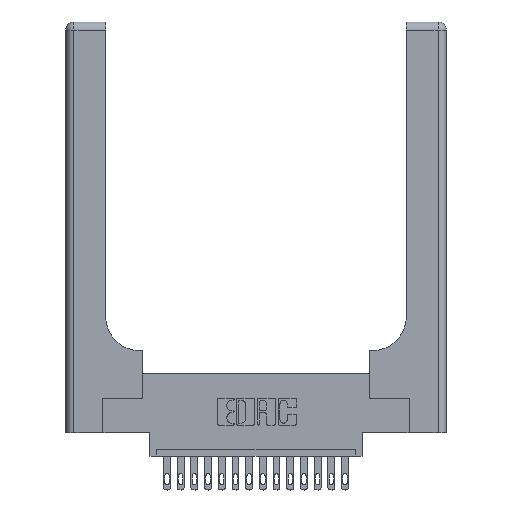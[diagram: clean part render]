
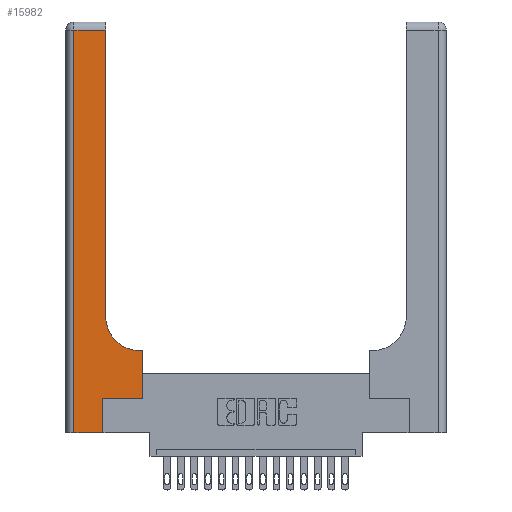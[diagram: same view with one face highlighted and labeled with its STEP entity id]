
A CAD part, top view. The second image highlights one B-rep face of the part: STEP entity #15982.
In plain terms, the highlighted planar face has unit normal (0, 0, 1).
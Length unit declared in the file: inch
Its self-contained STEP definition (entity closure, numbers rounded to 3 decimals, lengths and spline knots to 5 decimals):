
#536 = CARTESIAN_POINT ( 'NONE',  ( 0.06, 3., 0.37 ) ) ;
#650 = AXIS2_PLACEMENT_3D ( 'NONE', #16908, #12580, #5083 ) ;
#734 = ORIENTED_EDGE ( 'NONE', *, *, #3791, .T. ) ;
#792 = EDGE_CURVE ( 'NONE', #17781, #12782, #2001, .T. ) ;
#1448 = CARTESIAN_POINT ( 'NONE',  ( 0.06, 0., 0.37 ) ) ;
#1890 = CARTESIAN_POINT ( 'NONE',  ( 0.2915, 0.6, 0.37 ) ) ;
#2001 = LINE ( 'NONE', #3658, #13789 ) ;
#2092 = LINE ( 'NONE', #12697, #14329 ) ;
#2144 = ORIENTED_EDGE ( 'NONE', *, *, #16193, .T. ) ;
#2456 = CARTESIAN_POINT ( 'NONE',  ( 0.06, 2.94, 0.37 ) ) ;
#2490 = LINE ( 'NONE', #16989, #7908 ) ;
#2526 = VECTOR ( 'NONE', #13951, 39.37008 ) ;
#2862 = ORIENTED_EDGE ( 'NONE', *, *, #8097, .T. ) ;
#2910 = DIRECTION ( 'NONE',  ( 0., 1., 0. ) ) ;
#3064 = CARTESIAN_POINT ( 'NONE',  ( 0.5585, 0.25, 0.37 ) ) ;
#3086 = CARTESIAN_POINT ( 'NONE',  ( 0.269, 0., 0.37 ) ) ;
#3204 = ORIENTED_EDGE ( 'NONE', *, *, #18048, .T. ) ;
#3509 = AXIS2_PLACEMENT_3D ( 'NONE', #10881, #4988, #15576 ) ;
#3528 = DIRECTION ( 'NONE',  ( 1., 0., 0. ) ) ;
#3658 = CARTESIAN_POINT ( 'NONE',  ( 0., 2.94, 0.37 ) ) ;
#3729 = VECTOR ( 'NONE', #16722, 39.37008 ) ;
#3791 = EDGE_CURVE ( 'NONE', #4169, #14453, #13222, .T. ) ;
#3883 = EDGE_LOOP ( 'NONE', ( #3204, #12700, #12157, #13399, #4638, #6761, #734, #2144, #2862 ) ) ;
#4169 = VERTEX_POINT ( 'NONE', #3064 ) ;
#4638 = ORIENTED_EDGE ( 'NONE', *, *, #9173, .T. ) ;
#4650 = CARTESIAN_POINT ( 'NONE',  ( 0., 0., 0.37 ) ) ;
#4988 = DIRECTION ( 'NONE',  ( 0., 0., -1. ) ) ;
#5021 = VECTOR ( 'NONE', #9389, 39.37008 ) ;
#5083 = DIRECTION ( 'NONE',  ( 1., 0., 0. ) ) ;
#5118 = VERTEX_POINT ( 'NONE', #5204 ) ;
#5204 = CARTESIAN_POINT ( 'NONE',  ( 0.5415, 0.6, 0.37 ) ) ;
#5918 = VERTEX_POINT ( 'NONE', #3086 ) ;
#6184 = CARTESIAN_POINT ( 'NONE',  ( 0.2915, 2.94, 0.37 ) ) ;
#6380 = PLANE ( 'NONE',  #3509 ) ;
#6400 = VERTEX_POINT ( 'NONE', #17761 ) ;
#6510 = CIRCLE ( 'NONE', #650, 0.25 ) ;
#6761 = ORIENTED_EDGE ( 'NONE', *, *, #7704, .T. ) ;
#6765 = VERTEX_POINT ( 'NONE', #1448 ) ;
#7704 = EDGE_CURVE ( 'NONE', #6400, #4169, #2490, .T. ) ;
#7908 = VECTOR ( 'NONE', #3528, 39.37008 ) ;
#8097 = EDGE_CURVE ( 'NONE', #5118, #17245, #6510, .T. ) ;
#8909 = CARTESIAN_POINT ( 'NONE',  ( 0.5585, 0.25, 0.37 ) ) ;
#9173 = EDGE_CURVE ( 'NONE', #5918, #6400, #12312, .T. ) ;
#9389 = DIRECTION ( 'NONE',  ( 0., 1., 0. ) ) ;
#10881 = CARTESIAN_POINT ( 'NONE',  ( 0., 3., 0.37 ) ) ;
#11072 = DIRECTION ( 'NONE',  ( 0., -1., 0. ) ) ;
#11561 = VECTOR ( 'NONE', #2910, 39.37008 ) ;
#11689 = LINE ( 'NONE', #1890, #2526 ) ;
#12157 = ORIENTED_EDGE ( 'NONE', *, *, #14389, .T. ) ;
#12312 = LINE ( 'NONE', #12559, #5021 ) ;
#12559 = CARTESIAN_POINT ( 'NONE',  ( 0.269, 0., 0.37 ) ) ;
#12580 = DIRECTION ( 'NONE',  ( 0., 0., -1. ) ) ;
#12697 = CARTESIAN_POINT ( 'NONE',  ( 0.2915, 3., 0.37 ) ) ;
#12700 = ORIENTED_EDGE ( 'NONE', *, *, #792, .T. ) ;
#12782 = VERTEX_POINT ( 'NONE', #2456 ) ;
#12952 = CARTESIAN_POINT ( 'NONE',  ( 0.5585, 0.6, 0.37 ) ) ;
#13222 = LINE ( 'NONE', #8909, #11561 ) ;
#13399 = ORIENTED_EDGE ( 'NONE', *, *, #18432, .T. ) ;
#13625 = LINE ( 'NONE', #4650, #3729 ) ;
#13789 = VECTOR ( 'NONE', #15508, 39.37008 ) ;
#13951 = DIRECTION ( 'NONE',  ( -1., 0., 0. ) ) ;
#14329 = VECTOR ( 'NONE', #17207, 39.37008 ) ;
#14389 = EDGE_CURVE ( 'NONE', #12782, #6765, #14594, .T. ) ;
#14453 = VERTEX_POINT ( 'NONE', #12952 ) ;
#14594 = LINE ( 'NONE', #536, #16931 ) ;
#15508 = DIRECTION ( 'NONE',  ( -1., 0., 0. ) ) ;
#15576 = DIRECTION ( 'NONE',  ( -1., 0., 0. ) ) ;
#15982 = ADVANCED_FACE ( 'NONE', ( #19252 ), #6380, .F. ) ;
#16193 = EDGE_CURVE ( 'NONE', #14453, #5118, #11689, .T. ) ;
#16722 = DIRECTION ( 'NONE',  ( 1., 0., 0. ) ) ;
#16908 = CARTESIAN_POINT ( 'NONE',  ( 0.5415, 0.85, 0.37 ) ) ;
#16931 = VECTOR ( 'NONE', #11072, 39.37008 ) ;
#16989 = CARTESIAN_POINT ( 'NONE',  ( 0.269, 0.25, 0.37 ) ) ;
#17207 = DIRECTION ( 'NONE',  ( 0., 1., 0. ) ) ;
#17245 = VERTEX_POINT ( 'NONE', #18032 ) ;
#17761 = CARTESIAN_POINT ( 'NONE',  ( 0.269, 0.25, 0.37 ) ) ;
#17781 = VERTEX_POINT ( 'NONE', #6184 ) ;
#18032 = CARTESIAN_POINT ( 'NONE',  ( 0.2915, 0.85, 0.37 ) ) ;
#18048 = EDGE_CURVE ( 'NONE', #17245, #17781, #2092, .T. ) ;
#18432 = EDGE_CURVE ( 'NONE', #6765, #5918, #13625, .T. ) ;
#19252 = FACE_OUTER_BOUND ( 'NONE', #3883, .T. ) ;
